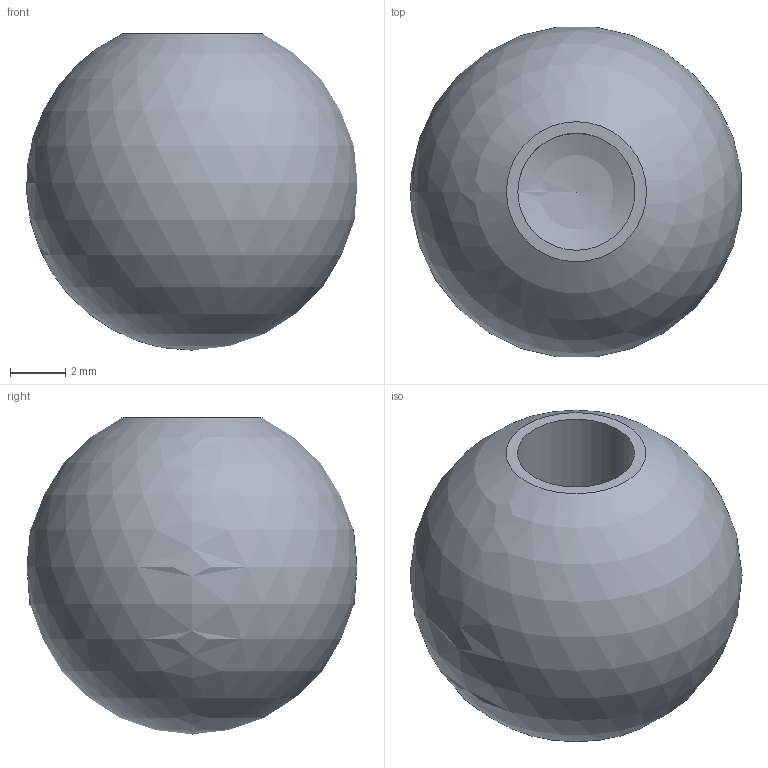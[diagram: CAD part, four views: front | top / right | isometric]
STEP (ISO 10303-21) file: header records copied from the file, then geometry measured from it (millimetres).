
FILE_DESCRIPTION(/* description */ (''),/* implementation_level */ '2;1');
FILE_NAME(/* name */ 'HW2128GC-Steel Ball - 12mm - Threaded M5.step',/* time_stamp */ '2022-10-11T10:54:59+01:00',/* author */ (''),/* organization */ (''),/* preprocessor_version */ 'ST-DEVELOPER v19',/* originating_system */ 'Autodesk Translation Framework v11.7.0.108',/* authorisation */ '');
FILE_SCHEMA (('AUTOMOTIVE_DESIGN { 1 0 10303 214 3 1 1 }'));
Length unit declared in the file: millimetre
Products named in the file (1): HW2128GC
Bounding box: 11.96 x 11.92 x 11.44 mm (x, y, z)
Volume: 822.7 mm3; surface area: 520.3 mm2
Topology: 1 solids, 1 shells, 4 faces, 8 edges, 5 vertices
Faces by surface type: cone 1, cylinder 1, sphere 1, plane 1
Full cylindrical faces by diameter (mm): 4.234 x1
Entity records: 131 total; most frequent: DIRECTION 20, CARTESIAN_POINT 16, ORIENTED_EDGE 12, AXIS2_PLACEMENT_3D 9, EDGE_CURVE 6, EDGE_LOOP 5, VERTEX_POINT 5, FACE_OUTER_BOUND 4
